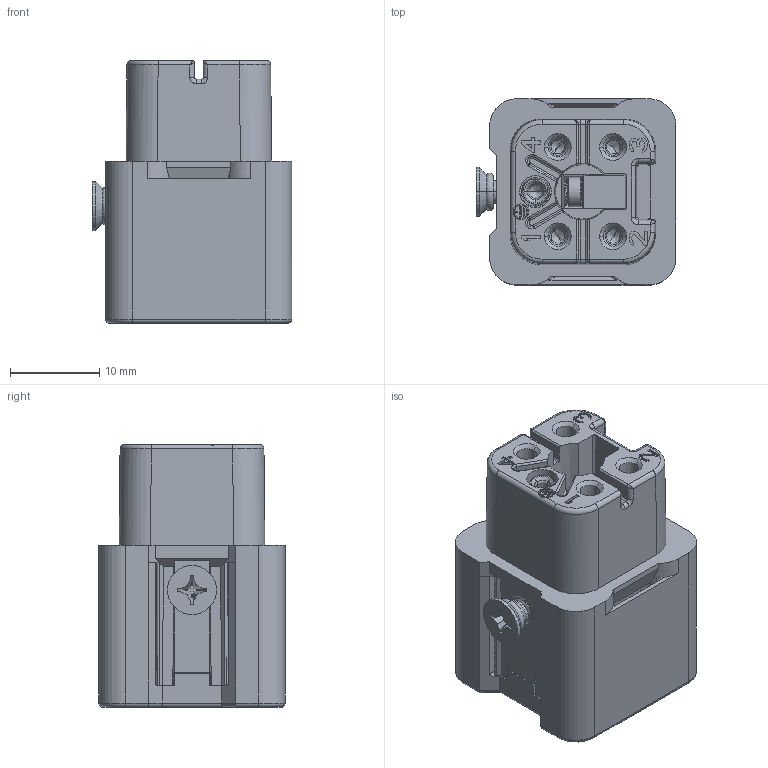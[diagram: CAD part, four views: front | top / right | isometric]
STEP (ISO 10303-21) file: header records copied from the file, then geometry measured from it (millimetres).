
FILE_DESCRIPTION((''),'2;1');
FILE_NAME('HA004F','2017-07-21T',('tl.yang'),(''),'PRO/ENGINEER BY PARAMETRIC TECHNOLOGY CORPORATION, 2011500','PRO/ENGINEER BY PARAMETRIC TECHNOLOGY CORPORATION, 2011500','');
FILE_SCHEMA(('CONFIG_CONTROL_DESIGN'));
Products named in the file (1): HA004F
Bounding box: 22.38 x 20.85 x 29.45 mm (x, y, z)
Volume: 6954.2 mm3; surface area: 10938.7 mm2
Topology: 1 solids, 1 shells, 1636 faces, 4850 edges, 3159 vertices
Faces by surface type: plane 824, cylinder 484, cone 155, torus 82, bspline 81, sphere 10
Entity records: 70091 total; most frequent: CARTESIAN_POINT 28399, ORIENTED_EDGE 9636, DIRECTION 7506, EDGE_CURVE 4818, VERTEX_POINT 3158, VECTOR 2638, LINE 2638, AXIS2_PLACEMENT_3D 2434
